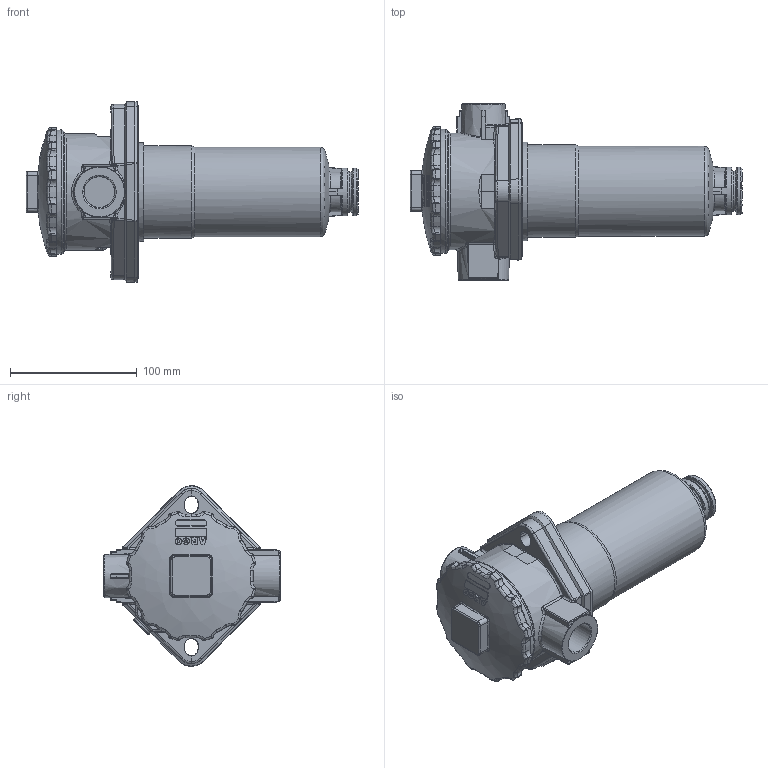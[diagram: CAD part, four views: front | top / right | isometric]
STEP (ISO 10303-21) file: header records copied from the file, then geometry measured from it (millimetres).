
FILE_DESCRIPTION((''),'2;1');
FILE_NAME('13667300(235291).stp', '2014-02-26T13:45:33',('User'),('SDRC'),'I-DEAS Master Series 9','UNIX', 'Yes');
FILE_SCHEMA(('AUTOMOTIVE_DESIGN { 1 0 10303 214 1 1 1 1 }'));
Length unit declared in the file: millimetre
Products named in the file (1): 13667300(235291)
Bounding box: 262.1 x 139 x 142.65 mm (x, y, z)
Surface area: 126010.4 mm2 (no closed solid volume)
Topology: 0 solids, 4 shells, 849 faces, 2155 edges, 1288 vertices
Faces by surface type: bspline 849
Entity records: 32044 total; most frequent: CARTESIAN_POINT 20054, ORIENTED_EDGE 4224, EDGE_CURVE 2112, VERTEX_POINT 1286, B_SPLINE_CURVE_WITH_KNOTS 1278, EDGE_LOOP 873, FACE_OUTER_BOUND 848, ADVANCED_FACE 848
